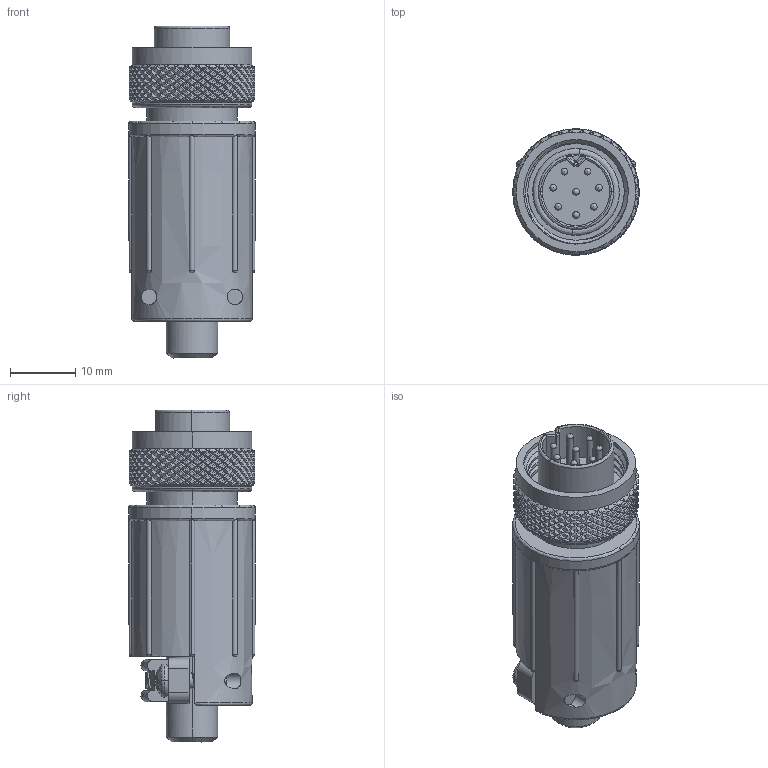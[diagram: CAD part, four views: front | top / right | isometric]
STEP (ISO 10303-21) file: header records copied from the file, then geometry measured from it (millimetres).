
FILE_DESCRIPTION (( 'STEP AP214' ), '1' );
FILE_NAME ('SF6282-8PG-520.STEP', '2012-09-14T14:16:26', ( 'J0FPBF1' ), ( '' ), 'SwSTEP 2.0', 'SolidWorks 2011', '' );
FILE_SCHEMA (( 'AUTOMOTIVE_DESIGN' ));
Length unit declared in the file: inch
Products named in the file (1): SF6282-8PG-520
Bounding box: 19.38 x 19.38 x 50.8 mm (x, y, z)
Volume: 10099.7 mm3; surface area: 5277.8 mm2
Topology: 1 solids, 1 shells, 2262 faces, 4946 edges, 2675 vertices
Faces by surface type: bspline 1657, cylinder 462, plane 112, cone 15, sphere 10, torus 6
Entity records: 78806 total; most frequent: CARTESIAN_POINT 45922, ORIENTED_EDGE 9796, EDGE_CURVE 4898, VERTEX_POINT 2662, DIRECTION 2554, B_SPLINE_CURVE_WITH_KNOTS 2519, EDGE_LOOP 2290, FACE_OUTER_BOUND 2262
